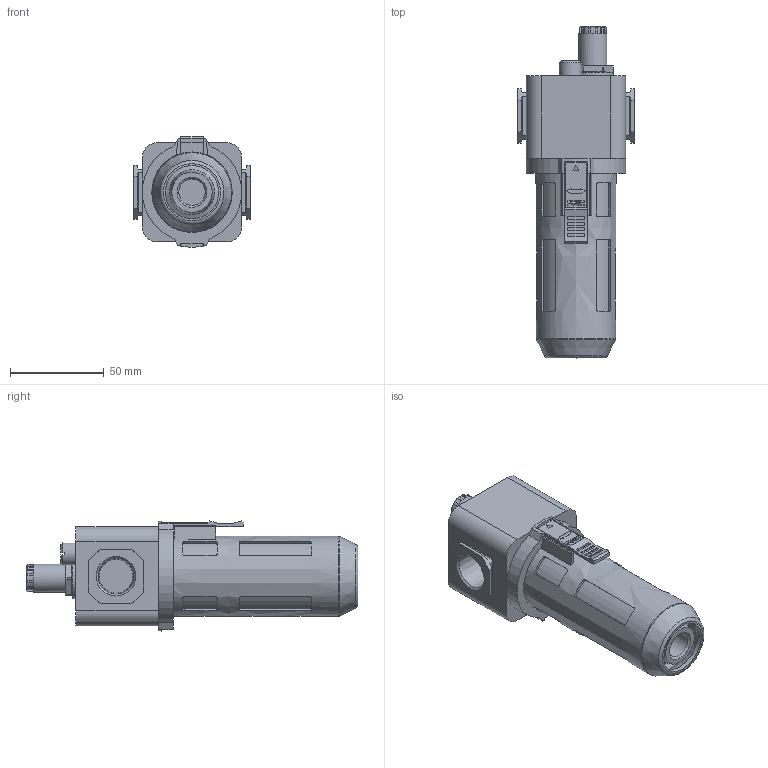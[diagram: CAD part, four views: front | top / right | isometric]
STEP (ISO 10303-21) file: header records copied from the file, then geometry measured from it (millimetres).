
FILE_DESCRIPTION( ( 'STEP AP203' ), '1' );
FILE_NAME( 'MAL302-15A.stp', '2020-06-22T10:14:50', ( 'License CC BY-ND 4.0' ), ( 'CADENAS' ), ' ', 'PARTsolutions', ' ' );
FILE_SCHEMA( ( 'CONFIG_CONTROL_DESIGN' ) );
Length unit declared in the file: millimetre
Products named in the file (1): _MAL302-15A
Bounding box: 62.2 x 177.1 x 58.74 mm (x, y, z)
Volume: 271164.3 mm3; surface area: 40056.5 mm2
Topology: 1 solids, 1 shells, 401 faces, 1089 edges, 719 vertices
Faces by surface type: plane 298, cylinder 85, cone 13, torus 4, bspline 1
Full cylindrical faces by diameter (mm): 12 x1, 14 x1, 15 x1, 22 x1, 28.4 x1
Entity records: 12910 total; most frequent: CARTESIAN_POINT 2862, ORIENTED_EDGE 2124, DIRECTION 1957, EDGE_CURVE 1062, LINE 785, VECTOR 785, VERTEX_POINT 713, AXIS2_PLACEMENT_3D 586
